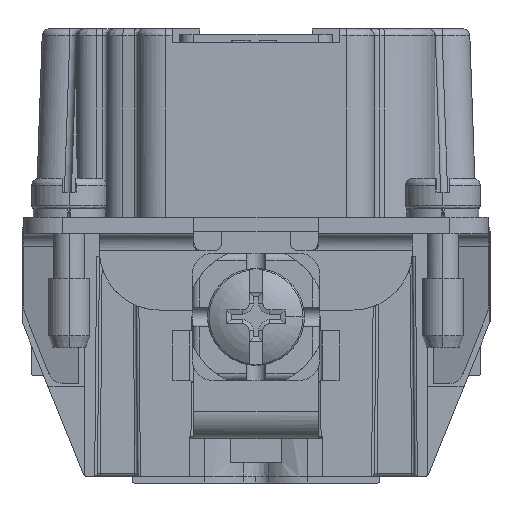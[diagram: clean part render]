
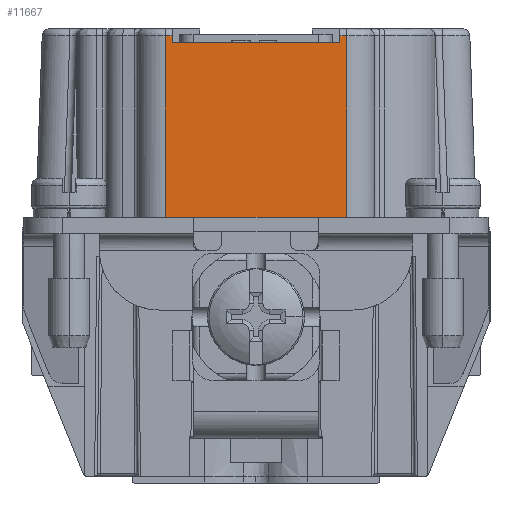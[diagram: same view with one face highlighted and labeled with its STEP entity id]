
A CAD part, left-side view. The second image highlights one B-rep face of the part: STEP entity #11667.
In plain terms, the highlighted planar face has unit normal (-1, 0, 0).
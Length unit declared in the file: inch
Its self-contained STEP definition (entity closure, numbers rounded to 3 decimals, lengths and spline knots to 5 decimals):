
#119 = DIRECTION ( 'NONE',  ( 0., 0., 1. ) ) ;
#2343 = VERTEX_POINT ( 'NONE', #19776 ) ;
#4531 = VECTOR ( 'NONE', #35974, 39.37008 ) ;
#5348 = VERTEX_POINT ( 'NONE', #31008 ) ;
#5759 = VECTOR ( 'NONE', #56892, 39.37008 ) ;
#6579 = CARTESIAN_POINT ( 'NONE',  ( -1.66142, -0.23819, 0.49606 ) ) ;
#7827 = CARTESIAN_POINT ( 'NONE',  ( -1.66142, 0.23819, 0.53543 ) ) ;
#8788 = DIRECTION ( 'NONE',  ( -1., 0., 0. ) ) ;
#10095 = CARTESIAN_POINT ( 'NONE',  ( -1.66142, 0.23819, 0.49606 ) ) ;
#11118 = ORIENTED_EDGE ( 'NONE', *, *, #35452, .T. ) ;
#11407 = ORIENTED_EDGE ( 'NONE', *, *, #33809, .T. ) ;
#11667 = ADVANCED_FACE ( 'NONE', ( #90941 ), #45751, .T. ) ;
#12107 = LINE ( 'NONE', #50878, #4531 ) ;
#12973 = VECTOR ( 'NONE', #25329, 39.37008 ) ;
#13123 = VERTEX_POINT ( 'NONE', #10095 ) ;
#14951 = EDGE_CURVE ( 'NONE', #64489, #62658, #46484, .T. ) ;
#19420 = DIRECTION ( 'NONE',  ( 0., 1., 0. ) ) ;
#19776 = CARTESIAN_POINT ( 'NONE',  ( -1.66142, 0.23819, 0.51575 ) ) ;
#20935 = VECTOR ( 'NONE', #69037, 39.37008 ) ;
#21316 = VECTOR ( 'NONE', #27289, 39.37008 ) ;
#23962 = EDGE_CURVE ( 'NONE', #5348, #62658, #76595, .T. ) ;
#24128 = LINE ( 'NONE', #68784, #39415 ) ;
#24660 = EDGE_CURVE ( 'NONE', #74054, #13123, #34492, .T. ) ;
#25329 = DIRECTION ( 'NONE',  ( 0., 0., -1. ) ) ;
#25340 = LINE ( 'NONE', #69980, #20935 ) ;
#27289 = DIRECTION ( 'NONE',  ( 0., 1., 0. ) ) ;
#27592 = CARTESIAN_POINT ( 'NONE',  ( -1.66142, 0.25787, 0.53543 ) ) ;
#29386 = AXIS2_PLACEMENT_3D ( 'NONE', #90000, #8788, #38075 ) ;
#30627 = EDGE_LOOP ( 'NONE', ( #11118, #59746, #91921, #86702, #33069, #43490, #72043, #53374, #64052, #11407 ) ) ;
#31008 = CARTESIAN_POINT ( 'NONE',  ( -1.66142, -0.17717, 0. ) ) ;
#33069 = ORIENTED_EDGE ( 'NONE', *, *, #54248, .F. ) ;
#33809 = EDGE_CURVE ( 'NONE', #64489, #53314, #68418, .T. ) ;
#34492 = LINE ( 'NONE', #93147, #21316 ) ;
#34579 = VECTOR ( 'NONE', #45847, 39.37008 ) ;
#35452 = EDGE_CURVE ( 'NONE', #53314, #74054, #25340, .T. ) ;
#35974 = DIRECTION ( 'NONE',  ( 0., -1., 0. ) ) ;
#38075 = DIRECTION ( 'NONE',  ( 0., 0., 1. ) ) ;
#38704 = EDGE_CURVE ( 'NONE', #53146, #42619, #12107, .T. ) ;
#39415 = VECTOR ( 'NONE', #53426, 39.37008 ) ;
#40521 = DIRECTION ( 'NONE',  ( 0., -1., 0. ) ) ;
#41297 = VECTOR ( 'NONE', #19420, 39.37008 ) ;
#42619 = VERTEX_POINT ( 'NONE', #90107 ) ;
#43490 = ORIENTED_EDGE ( 'NONE', *, *, #38704, .T. ) ;
#43661 = CARTESIAN_POINT ( 'NONE',  ( -1.66142, -0.23819, 0.51575 ) ) ;
#45751 = PLANE ( 'NONE',  #29386 ) ;
#45847 = DIRECTION ( 'NONE',  ( 0., 1., 0. ) ) ;
#46484 = LINE ( 'NONE', #54604, #12973 ) ;
#47691 = CARTESIAN_POINT ( 'NONE',  ( -1.66142, -0.25787, 0.51575 ) ) ;
#50878 = CARTESIAN_POINT ( 'NONE',  ( -1.66142, -0.33661, 0. ) ) ;
#51527 = EDGE_CURVE ( 'NONE', #13123, #2343, #80417, .T. ) ;
#53146 = VERTEX_POINT ( 'NONE', #68707 ) ;
#53314 = VERTEX_POINT ( 'NONE', #43661 ) ;
#53374 = ORIENTED_EDGE ( 'NONE', *, *, #23962, .T. ) ;
#53426 = DIRECTION ( 'NONE',  ( 0., -1., 0. ) ) ;
#54248 = EDGE_CURVE ( 'NONE', #53146, #80247, #93455, .T. ) ;
#54604 = CARTESIAN_POINT ( 'NONE',  ( -1.66142, -0.25787, 0.53543 ) ) ;
#56607 = CARTESIAN_POINT ( 'NONE',  ( -1.66142, 0.25787, 0.51575 ) ) ;
#56892 = DIRECTION ( 'NONE',  ( 0., 0., 1. ) ) ;
#59746 = ORIENTED_EDGE ( 'NONE', *, *, #24660, .T. ) ;
#62140 = CARTESIAN_POINT ( 'NONE',  ( -1.66142, -0.33661, 0. ) ) ;
#62658 = VERTEX_POINT ( 'NONE', #66848 ) ;
#64052 = ORIENTED_EDGE ( 'NONE', *, *, #14951, .F. ) ;
#64489 = VERTEX_POINT ( 'NONE', #47691 ) ;
#66848 = CARTESIAN_POINT ( 'NONE',  ( -1.66142, -0.25787, 0. ) ) ;
#68418 = LINE ( 'NONE', #79668, #34579 ) ;
#68707 = CARTESIAN_POINT ( 'NONE',  ( -1.66142, 0.25787, 0. ) ) ;
#68784 = CARTESIAN_POINT ( 'NONE',  ( -1.66142, -0.33661, 0. ) ) ;
#69037 = DIRECTION ( 'NONE',  ( 0., 0., -1. ) ) ;
#69980 = CARTESIAN_POINT ( 'NONE',  ( -1.66142, -0.23819, 0.53543 ) ) ;
#71782 = LINE ( 'NONE', #93916, #41297 ) ;
#72043 = ORIENTED_EDGE ( 'NONE', *, *, #75637, .T. ) ;
#74054 = VERTEX_POINT ( 'NONE', #6579 ) ;
#75637 = EDGE_CURVE ( 'NONE', #42619, #5348, #24128, .T. ) ;
#76595 = LINE ( 'NONE', #62140, #79576 ) ;
#79576 = VECTOR ( 'NONE', #40521, 39.37008 ) ;
#79668 = CARTESIAN_POINT ( 'NONE',  ( -1.66142, -0.33661, 0.51575 ) ) ;
#80247 = VERTEX_POINT ( 'NONE', #56607 ) ;
#80417 = LINE ( 'NONE', #7827, #94497 ) ;
#82665 = EDGE_CURVE ( 'NONE', #2343, #80247, #71782, .T. ) ;
#86702 = ORIENTED_EDGE ( 'NONE', *, *, #82665, .T. ) ;
#90000 = CARTESIAN_POINT ( 'NONE',  ( -1.66142, -0.33661, 0.53543 ) ) ;
#90107 = CARTESIAN_POINT ( 'NONE',  ( -1.66142, 0.17717, 0. ) ) ;
#90941 = FACE_OUTER_BOUND ( 'NONE', #30627, .T. ) ;
#91921 = ORIENTED_EDGE ( 'NONE', *, *, #51527, .T. ) ;
#93147 = CARTESIAN_POINT ( 'NONE',  ( -1.66142, 0., 0.49606 ) ) ;
#93455 = LINE ( 'NONE', #27592, #5759 ) ;
#93916 = CARTESIAN_POINT ( 'NONE',  ( -1.66142, -0.33661, 0.51575 ) ) ;
#94497 = VECTOR ( 'NONE', #119, 39.37008 ) ;
